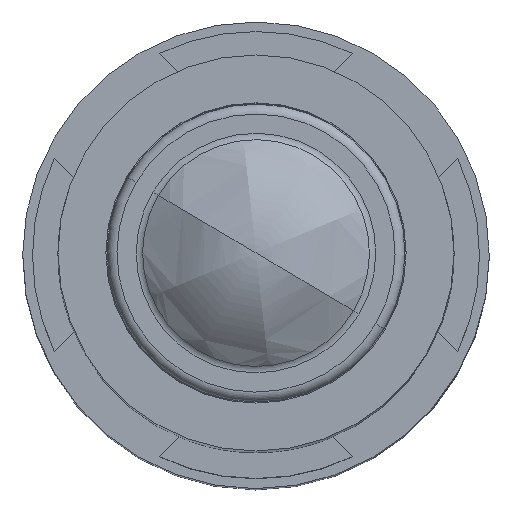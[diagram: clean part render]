
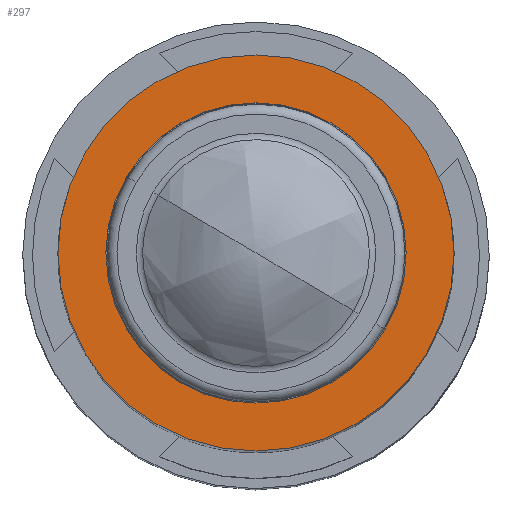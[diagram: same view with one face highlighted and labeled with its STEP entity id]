
A CAD part, top view. The second image highlights one B-rep face of the part: STEP entity #297.
In plain terms, the highlighted planar face has unit normal (0, 0, 1).
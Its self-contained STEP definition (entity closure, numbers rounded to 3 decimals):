
#6 = VERTEX_POINT ( 'NONE', #699 ) ;
#7 = EDGE_CURVE ( 'NONE', #8, #6, #666, .T. ) ;
#8 = VERTEX_POINT ( 'NONE', #667 ) ;
#109 = EDGE_CURVE ( 'NONE', #110, #111, #1519, .T. ) ;
#110 = VERTEX_POINT ( 'NONE', #1501 ) ;
#111 = VERTEX_POINT ( 'NONE', #1500 ) ;
#206 = ORIENTED_EDGE ( 'NONE', *, *, #109, .F. ) ;
#297 = ADVANCED_FACE ( 'NONE', ( #2115, #2176 ), #2132, .F. ) ;
#299 = ORIENTED_EDGE ( 'NONE', *, *, #331, .F. ) ;
#302 = EDGE_LOOP ( 'NONE', ( #299, #332 ) ) ;
#303 = ORIENTED_EDGE ( 'NONE', *, *, #304, .F. ) ;
#304 = EDGE_CURVE ( 'NONE', #111, #110, #2193, .T. ) ;
#331 = EDGE_CURVE ( 'NONE', #6, #8, #2339, .T. ) ;
#332 = ORIENTED_EDGE ( 'NONE', *, *, #7, .F. ) ;
#333 = EDGE_LOOP ( 'NONE', ( #206, #303 ) ) ;
#662 = DIRECTION ( 'NONE',  ( 1., 0., 0. ) ) ;
#663 = DIRECTION ( 'NONE',  ( 0., 0., 1. ) ) ;
#664 = CARTESIAN_POINT ( 'NONE',  ( 0., 0., 0. ) ) ;
#665 = AXIS2_PLACEMENT_3D ( 'NONE', #664, #663, #662 ) ;
#666 = CIRCLE ( 'NONE', #665, 1.511 ) ;
#667 = CARTESIAN_POINT ( 'NONE',  ( -1.511, 0., 0. ) ) ;
#699 = CARTESIAN_POINT ( 'NONE',  ( 1.511, 0., 0. ) ) ;
#1500 = CARTESIAN_POINT ( 'NONE',  ( 1.994, 0., 0. ) ) ;
#1501 = CARTESIAN_POINT ( 'NONE',  ( -1.994, 0., 0. ) ) ;
#1502 = DIRECTION ( 'NONE',  ( -1., 0., 0. ) ) ;
#1503 = DIRECTION ( 'NONE',  ( 0., 0., -1. ) ) ;
#1504 = CARTESIAN_POINT ( 'NONE',  ( 0., 0., 0. ) ) ;
#1505 = AXIS2_PLACEMENT_3D ( 'NONE', #1504, #1503, #1502 ) ;
#1519 = CIRCLE ( 'NONE', #1505, 1.994 ) ;
#2115 = FACE_BOUND ( 'NONE', #302, .T. ) ;
#2126 = DIRECTION ( 'NONE',  ( -1., 0., 0. ) ) ;
#2127 = DIRECTION ( 'NONE',  ( 0., 0., -1. ) ) ;
#2128 = CARTESIAN_POINT ( 'NONE',  ( 0., 0., 0. ) ) ;
#2129 = AXIS2_PLACEMENT_3D ( 'NONE', #2128, #2127, #2126 ) ;
#2132 = PLANE ( 'NONE',  #2129 ) ;
#2176 = FACE_OUTER_BOUND ( 'NONE', #333, .T. ) ;
#2186 = DIRECTION ( 'NONE',  ( 0., 0., -1. ) ) ;
#2187 = CARTESIAN_POINT ( 'NONE',  ( 0., 0., 0. ) ) ;
#2188 = AXIS2_PLACEMENT_3D ( 'NONE', #2187, #2186, #2272 ) ;
#2193 = CIRCLE ( 'NONE', #2188, 1.994 ) ;
#2272 = DIRECTION ( 'NONE',  ( -1., 0., 0. ) ) ;
#2298 = DIRECTION ( 'NONE',  ( 1., 0., 0. ) ) ;
#2336 = DIRECTION ( 'NONE',  ( 0., 0., 1. ) ) ;
#2337 = CARTESIAN_POINT ( 'NONE',  ( 0., 0., 0. ) ) ;
#2338 = AXIS2_PLACEMENT_3D ( 'NONE', #2337, #2336, #2298 ) ;
#2339 = CIRCLE ( 'NONE', #2338, 1.511 ) ;
